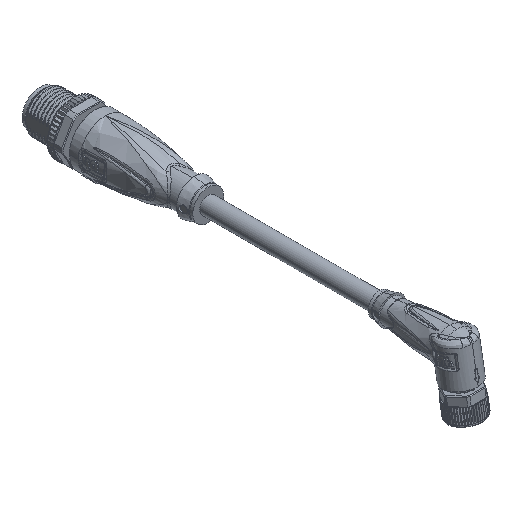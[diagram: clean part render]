
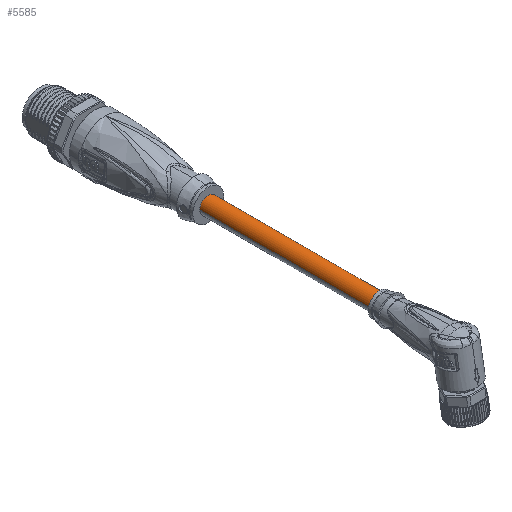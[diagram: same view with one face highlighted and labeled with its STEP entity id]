
A CAD part, isometric view. The second image highlights one B-rep face of the part: STEP entity #5585.
In plain terms, the highlighted cylindrical face has radius 2.45 mm (diameter 4.9 mm), a partial arc.
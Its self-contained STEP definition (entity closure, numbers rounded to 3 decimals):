
#5585=ADVANCED_FACE('',(#13052),#13053,.T.);
#13052=FACE_OUTER_BOUND('',#31231,.T.);
#13053=CYLINDRICAL_SURFACE('',#31232,2.45);
#31231=EDGE_LOOP('',(#96042,#96043,#96044,#96045));
#31232=AXIS2_PLACEMENT_3D('',#96046,#96047,#96048);
#96042=ORIENTED_EDGE('',*,*,#109414,.T.);
#96043=ORIENTED_EDGE('',*,*,#109419,.F.);
#96044=ORIENTED_EDGE('',*,*,#109416,.T.);
#96045=ORIENTED_EDGE('',*,*,#109420,.F.);
#96046=CARTESIAN_POINT('',(0.0,47.5,0.0));
#96047=DIRECTION('',(-0.0,1.0,0.0));
#96048=DIRECTION('',(1.0,0.0,0.0));
#109414=EDGE_CURVE('',#117490,#117491,#117492,.T.);
#109416=EDGE_CURVE('',#117495,#117493,#117496,.T.);
#109419=EDGE_CURVE('',#117495,#117491,#117499,.T.);
#109420=EDGE_CURVE('',#117490,#117493,#117500,.T.);
#117490=VERTEX_POINT('',#134565);
#117491=VERTEX_POINT('',#134566);
#117492=LINE('',#134567,#134568);
#117493=VERTEX_POINT('',#134569);
#117495=VERTEX_POINT('',#134571);
#117496=LINE('',#134572,#134573);
#117499=CIRCLE('',#134576,2.45);
#117500=CIRCLE('',#134577,2.45);
#134565=CARTESIAN_POINT('',(2.45,22.5,0.0));
#134566=CARTESIAN_POINT('',(2.45,72.5,0.0));
#134567=CARTESIAN_POINT('',(2.45,47.5,0.));
#134568=VECTOR('',#146646,1.0);
#134569=CARTESIAN_POINT('',(-2.45,22.5,0.));
#134571=CARTESIAN_POINT('',(-2.45,72.5,0.));
#134572=CARTESIAN_POINT('',(-2.45,47.5,0.));
#134573=VECTOR('',#146650,1.0);
#134576=AXIS2_PLACEMENT_3D('',#146654,#146655,#146656);
#134577=AXIS2_PLACEMENT_3D('',#146657,#146658,#146659);
#146646=DIRECTION('',(0.0,1.0,0.0));
#146650=DIRECTION('',(-0.0,-1.0,-0.0));
#146654=CARTESIAN_POINT('',(0.0,72.5,0.0));
#146655=DIRECTION('',(-0.0,1.0,0.0));
#146656=DIRECTION('',(1.0,0.0,0.0));
#146657=CARTESIAN_POINT('',(0.0,22.5,0.0));
#146658=DIRECTION('',(0.0,-1.0,0.0));
#146659=DIRECTION('',(1.0,0.0,0.0));
